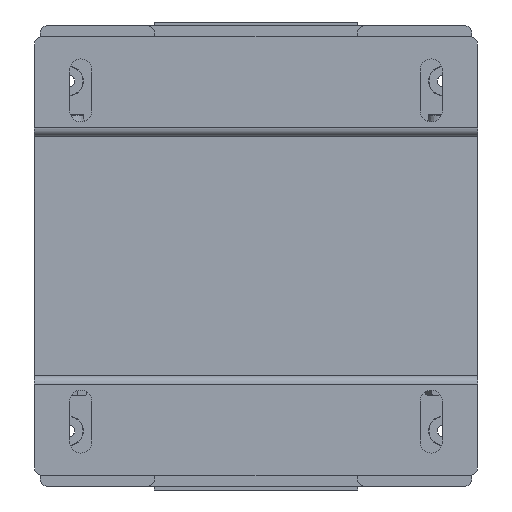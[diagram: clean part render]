
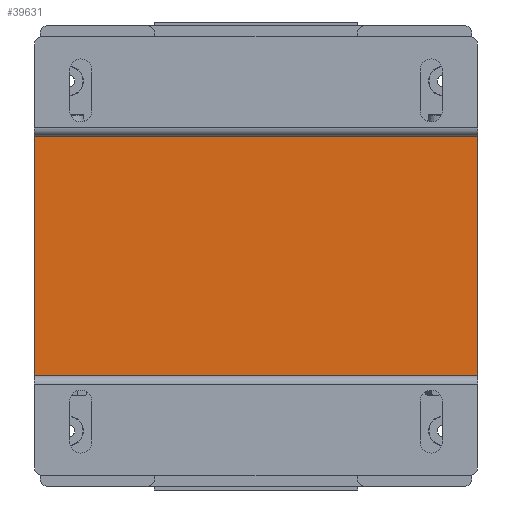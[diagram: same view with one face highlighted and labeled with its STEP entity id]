
A CAD part, front view. The second image highlights one B-rep face of the part: STEP entity #39631.
In plain terms, the highlighted planar face has unit normal (0, -1, 0).
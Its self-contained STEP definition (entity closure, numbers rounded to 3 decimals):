
#7530 = ORIENTED_EDGE ( 'NONE', *, *, #121511, .F. ) ;
#9279 = CARTESIAN_POINT ( 'NONE',  ( -129.79, -42.814, 127.652 ) ) ;
#13412 = CARTESIAN_POINT ( 'NONE',  ( -129.79, -42.814, 127.652 ) ) ;
#13562 = LINE ( 'NONE', #73832, #137337 ) ;
#16970 = VERTEX_POINT ( 'NONE', #101119 ) ;
#24059 = VERTEX_POINT ( 'NONE', #146058 ) ;
#25860 = DIRECTION ( 'NONE',  ( 0., 1., 0. ) ) ;
#26680 = PLANE ( 'NONE',  #74225 ) ;
#36039 = VECTOR ( 'NONE', #135302, 1000. ) ;
#36557 = DIRECTION ( 'NONE',  ( -1., 0., 0. ) ) ;
#39631 = ADVANCED_FACE ( 'NONE', ( #150279 ), #26680, .F. ) ;
#68568 = LINE ( 'NONE', #85830, #36039 ) ;
#73832 = CARTESIAN_POINT ( 'NONE',  ( -129.79, -42.814, 127.652 ) ) ;
#74225 = AXIS2_PLACEMENT_3D ( 'NONE', #13412, #25860, #36557 ) ;
#75959 = EDGE_LOOP ( 'NONE', ( #146492, #120178, #7530, #113770 ) ) ;
#78737 = EDGE_CURVE ( 'NONE', #143802, #24059, #68568, .T. ) ;
#85830 = CARTESIAN_POINT ( 'NONE',  ( -129.79, -42.814, 127.652 ) ) ;
#86611 = DIRECTION ( 'NONE',  ( 1., 0., 0. ) ) ;
#87877 = EDGE_CURVE ( 'NONE', #16970, #112662, #99388, .T. ) ;
#93130 = CARTESIAN_POINT ( 'NONE',  ( -249.79, -42.814, 62.882 ) ) ;
#99388 = LINE ( 'NONE', #134126, #147323 ) ;
#101119 = CARTESIAN_POINT ( 'NONE',  ( -249.79, -42.814, 127.652 ) ) ;
#112662 = VERTEX_POINT ( 'NONE', #93130 ) ;
#113770 = ORIENTED_EDGE ( 'NONE', *, *, #87877, .T. ) ;
#114149 = DIRECTION ( 'NONE',  ( 1., 0., 0. ) ) ;
#120178 = ORIENTED_EDGE ( 'NONE', *, *, #78737, .F. ) ;
#121511 = EDGE_CURVE ( 'NONE', #16970, #143802, #13562, .T. ) ;
#134126 = CARTESIAN_POINT ( 'NONE',  ( -249.79, -42.814, 127.652 ) ) ;
#135302 = DIRECTION ( 'NONE',  ( 0., 0., -1. ) ) ;
#137337 = VECTOR ( 'NONE', #114149, 1000. ) ;
#137634 = CARTESIAN_POINT ( 'NONE',  ( -129.79, -42.814, 62.882 ) ) ;
#139539 = VECTOR ( 'NONE', #86611, 1000. ) ;
#143802 = VERTEX_POINT ( 'NONE', #9279 ) ;
#146058 = CARTESIAN_POINT ( 'NONE',  ( -129.79, -42.814, 62.882 ) ) ;
#146492 = ORIENTED_EDGE ( 'NONE', *, *, #147525, .T. ) ;
#147323 = VECTOR ( 'NONE', #148074, 1000. ) ;
#147525 = EDGE_CURVE ( 'NONE', #112662, #24059, #150808, .T. ) ;
#148074 = DIRECTION ( 'NONE',  ( 0., 0., -1. ) ) ;
#150279 = FACE_OUTER_BOUND ( 'NONE', #75959, .T. ) ;
#150808 = LINE ( 'NONE', #137634, #139539 ) ;
